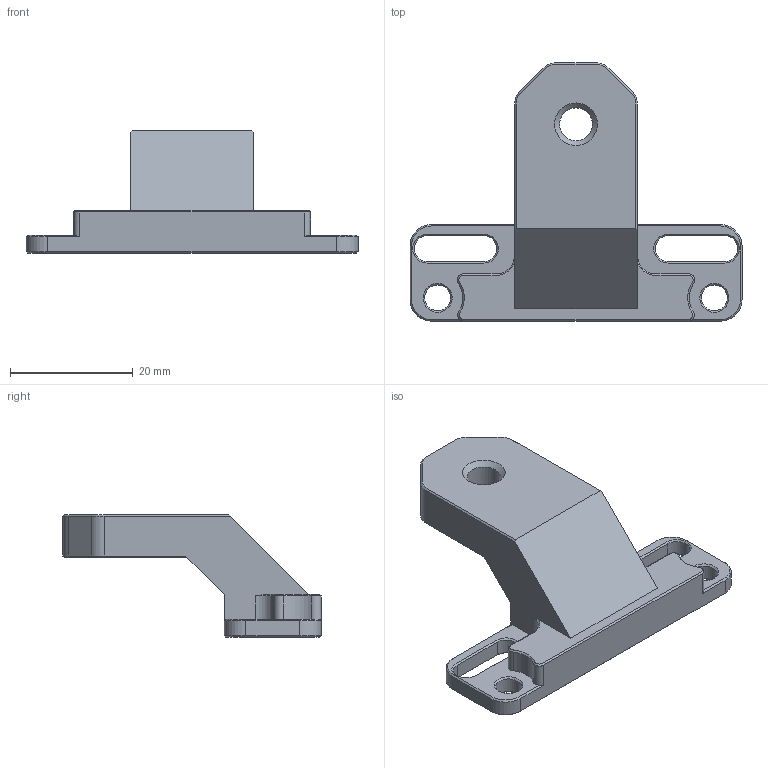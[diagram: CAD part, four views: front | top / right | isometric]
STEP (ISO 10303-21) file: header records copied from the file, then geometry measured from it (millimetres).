
FILE_DESCRIPTION(/* description */ (''),/* implementation_level */ '2;1');
FILE_NAME(/* name */ 'MECH-PHOTO-ADAPTER.stp',/* time_stamp */ '2014-12-02T18:17:06+01:00',/* author */ (''),/* organization */ (''),/* preprocessor_version */ 'ST-DEVELOPER v15',/* originating_system */ 'SIEMENS PLM Software NX 8.5',/* authorisation */ '');
FILE_SCHEMA (('AUTOMOTIVE_DESIGN { 1 0 10303 214 3 1 1 1 }'));
Length unit declared in the file: millimetre
Products named in the file (1): MECH-PHOTO-ADAPTER
Bounding box: 54 x 42 x 20 mm (x, y, z)
Volume: 9452.3 mm3; surface area: 4305.1 mm2
Topology: 1 solids, 1 shells, 115 faces, 279 edges, 166 vertices
Faces by surface type: plane 54, cone 38, cylinder 23
Full cylindrical faces by diameter (mm): 4.2 x2, 5.34 x1
Entity records: 3267 total; most frequent: DIRECTION 582, CARTESIAN_POINT 553, ORIENTED_EDGE 532, EDGE_CURVE 266, AXIS2_PLACEMENT_3D 202, LINE 178, VECTOR 178, VERTEX_POINT 162
